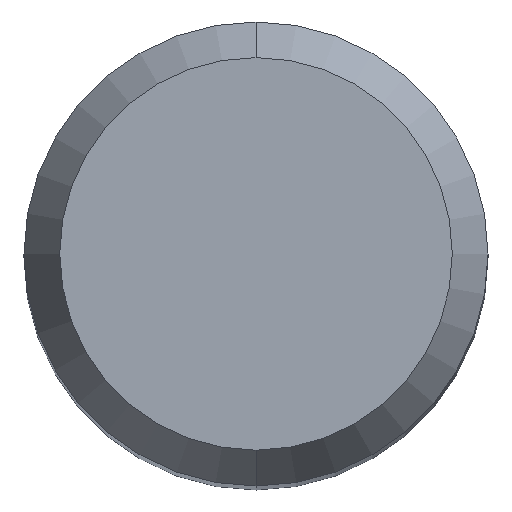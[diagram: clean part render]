
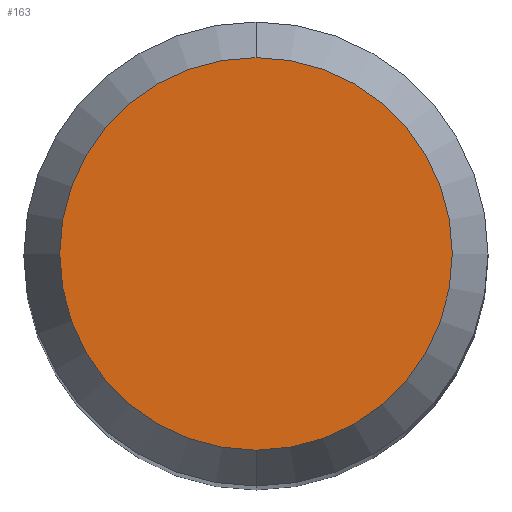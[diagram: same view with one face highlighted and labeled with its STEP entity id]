
A CAD part, top view. The second image highlights one B-rep face of the part: STEP entity #163.
In plain terms, the highlighted planar face has unit normal (0, 0, 1).
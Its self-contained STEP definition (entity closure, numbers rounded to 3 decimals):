
#163=ADVANCED_FACE('',(#438),#439,.T.);
#245=EDGE_CURVE('',#339,#409,#530,.T.);
#271=EDGE_CURVE('',#409,#339,#559,.T.);
#339=VERTEX_POINT('',#634);
#409=VERTEX_POINT('',#710);
#438=FACE_OUTER_BOUND('',#733,.T.);
#439=PLANE('',#734);
#530=CIRCLE('',#940,2.538);
#559=CIRCLE('',#1001,2.538);
#634=CARTESIAN_POINT('',(0.,-2.538,29.333));
#710=CARTESIAN_POINT('',(0.0,2.538,29.333));
#733=EDGE_LOOP('',(#1341,#1342));
#734=AXIS2_PLACEMENT_3D('',#1343,#1344,#1345);
#940=AXIS2_PLACEMENT_3D('',#1456,#1457,#1458);
#1001=AXIS2_PLACEMENT_3D('',#1484,#1485,#1486);
#1341=ORIENTED_EDGE('',*,*,#271,.F.);
#1342=ORIENTED_EDGE('',*,*,#245,.F.);
#1343=CARTESIAN_POINT('',(0.0,1.269,29.333));
#1344=DIRECTION('',(-0.0,0.0,1.0));
#1345=DIRECTION('',(0.0,-1.0,0.0));
#1456=CARTESIAN_POINT('',(0.0,0.0,29.333));
#1457=DIRECTION('',(0.0,0.0,-1.0));
#1458=DIRECTION('',(0.0,1.0,0.0));
#1484=CARTESIAN_POINT('',(0.0,0.0,29.333));
#1485=DIRECTION('',(0.0,0.0,-1.0));
#1486=DIRECTION('',(0.0,1.0,0.0));
